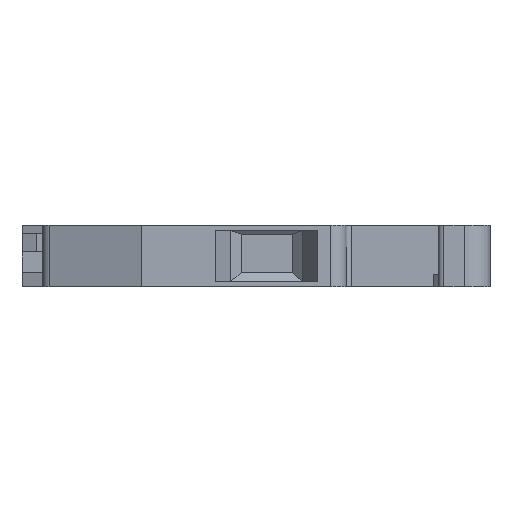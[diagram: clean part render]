
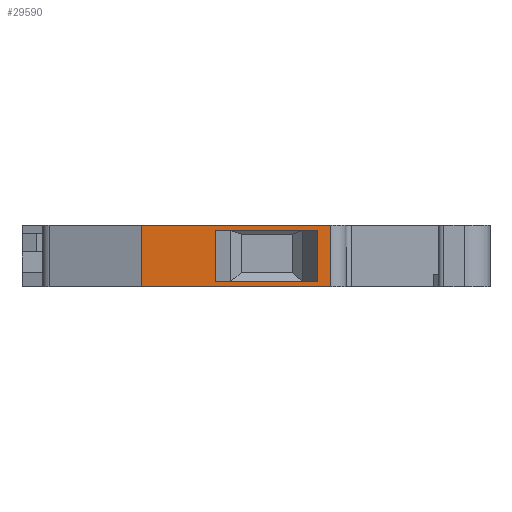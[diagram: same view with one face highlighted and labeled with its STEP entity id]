
A CAD part, left-side view. The second image highlights one B-rep face of the part: STEP entity #29590.
In plain terms, the highlighted planar face has unit normal (-1, 0, 0).
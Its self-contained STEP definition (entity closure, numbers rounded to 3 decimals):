
#2920=CARTESIAN_POINT('',(-26.5,10.384,-6.));
#2930=VERTEX_POINT('',#2920);
#2960=CARTESIAN_POINT('',(-26.5,-8.,-6.));
#2970=DIRECTION('',(0.,1.,0.));
#2980=VECTOR('',#2970,1.);
#2990=LINE('',#2960,#2980);
#3000=CARTESIAN_POINT('',(-26.5,-8.,-6.));
#3010=VERTEX_POINT('',#3000);
#3020=EDGE_CURVE('',#3010,#2930,#2990,.T.);
#16820=CARTESIAN_POINT('',(-26.5,-8.,0.));
#16830=VERTEX_POINT('',#16820);
#16860=CARTESIAN_POINT('',(-26.5,-8.,0.));
#16870=DIRECTION('',(0.,1.,0.));
#16880=VECTOR('',#16870,1.);
#16890=LINE('',#16860,#16880);
#16900=CARTESIAN_POINT('',(-26.5,10.384,0.));
#16910=VERTEX_POINT('',#16900);
#16920=EDGE_CURVE('',#16830,#16910,#16890,.T.);
#28990=CARTESIAN_POINT('',(-26.5,-8.,0.));
#29000=DIRECTION('',(0.,0.,-1.));
#29010=VECTOR('',#29000,1.);
#29020=LINE('',#28990,#29010);
#29030=EDGE_CURVE('',#16830,#3010,#29020,.T.);
#29090=CARTESIAN_POINT('',(-26.5,-5.3,
-6.6));
#29100=DIRECTION('',(1.,0.,0.));
#29110=DIRECTION('',(0.,-1.,0.));
#29120=AXIS2_PLACEMENT_3D('',#29090,#29100,#29110);
#29130=PLANE('',#29120);
#29140=ORIENTED_EDGE('',*,*,#16920,.T.);
#29150=ORIENTED_EDGE('',*,*,#29030,.F.);
#29160=ORIENTED_EDGE('',*,*,#3020,.F.);
#29170=CARTESIAN_POINT('',(-26.5,10.384,-6.));
#29180=DIRECTION('',(0.,0.,1.));
#29190=VECTOR('',#29180,1.);
#29200=LINE('',#29170,#29190);
#29210=EDGE_CURVE('',#2930,#16910,#29200,.T.);
#29220=ORIENTED_EDGE('',*,*,#29210,.F.);
#29230=EDGE_LOOP('',(#29220,#29160,#29150,#29140));
#29240=FACE_OUTER_BOUND('',#29230,.T.);
#29250=CARTESIAN_POINT('',(-26.5,-6.743,-5.5));
#29260=DIRECTION('',(0.,1.,0.));
#29270=VECTOR('',#29260,1.);
#29280=LINE('',#29250,#29270);
#29290=CARTESIAN_POINT('',(-26.5,-6.743,-5.5));
#29300=VERTEX_POINT('',#29290);
#29310=CARTESIAN_POINT('',(-26.5,3.143,-5.5));
#29320=VERTEX_POINT('',#29310);
#29330=EDGE_CURVE('',#29300,#29320,#29280,.T.);
#29340=ORIENTED_EDGE('',*,*,#29330,.T.);
#29350=CARTESIAN_POINT('',(-26.5,-6.743,-0.5));
#29360=DIRECTION('',(0.,0.,-1.));
#29370=VECTOR('',#29360,1.);
#29380=LINE('',#29350,#29370);
#29390=CARTESIAN_POINT('',(-26.5,-6.743,-0.5));
#29400=VERTEX_POINT('',#29390);
#29410=EDGE_CURVE('',#29400,#29300,#29380,.T.);
#29420=ORIENTED_EDGE('',*,*,#29410,.T.);
#29430=CARTESIAN_POINT('',(-26.5,3.143,-0.5));
#29440=DIRECTION('',(0.,-1.,0.));
#29450=VECTOR('',#29440,1.);
#29460=LINE('',#29430,#29450);
#29470=CARTESIAN_POINT('',(-26.5,3.143,-0.5));
#29480=VERTEX_POINT('',#29470);
#29490=EDGE_CURVE('',#29480,#29400,#29460,.T.);
#29500=ORIENTED_EDGE('',*,*,#29490,.T.);
#29510=CARTESIAN_POINT('',(-26.5,3.143,
-0.5));
#29520=DIRECTION('',(0.,0.,-1.));
#29530=VECTOR('',#29520,1.);
#29540=LINE('',#29510,#29530);
#29550=EDGE_CURVE('',#29480,#29320,#29540,.T.);
#29560=ORIENTED_EDGE('',*,*,#29550,.F.);
#29570=EDGE_LOOP('',(#29560,#29500,#29420,#29340));
#29580=FACE_BOUND('',#29570,.T.);
#29590=ADVANCED_FACE('',(#29240,#29580),#29130,.F.);
